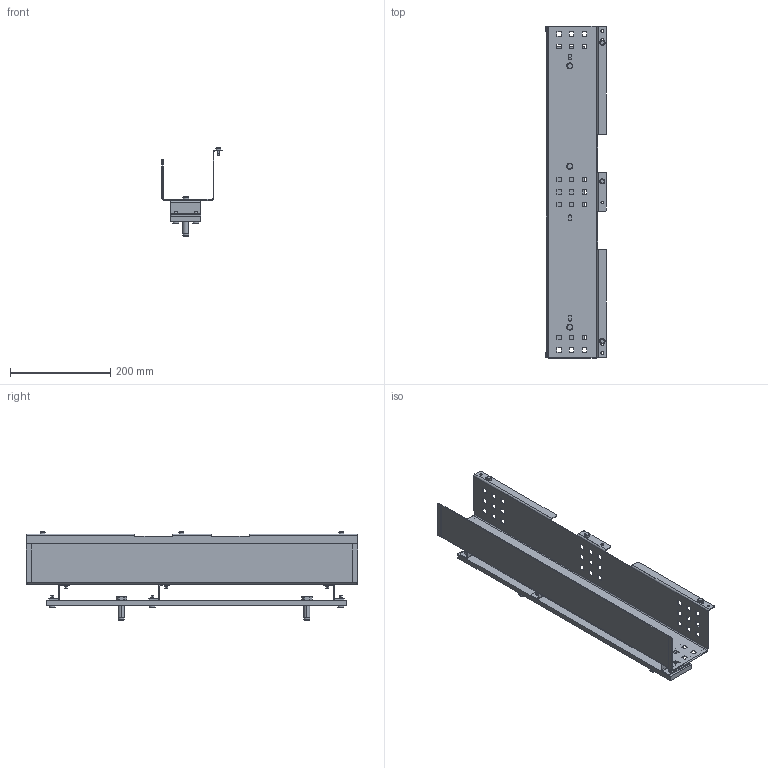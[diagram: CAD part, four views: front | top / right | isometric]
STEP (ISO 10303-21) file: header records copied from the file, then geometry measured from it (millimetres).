
FILE_DESCRIPTION(('STEP AP214'),'1');
FILE_NAME('cctmp_7B019259-DAA7-466D-A2A3-2CA9C3444962_2024_02_01_16_59_07_0781..stp','2024-02-01T15:59:14',('SIEMENS A&D'),('CADClick - www.CADClick.com'),'Spatial InterOp 3D',' ','unknown authorization');
FILE_SCHEMA(('AUTOMOTIVE_DESIGN'));
Length unit declared in the file: millimetre
Products named in the file (20): cc_unnamed; 2024_02_01_16_59_07_0755; 2024_02_01_16_59_07_0724; 2024_02_01_16_59_07_0692; 2024_02_01_16_59_07_0660; 2024_02_01_16_59_07_0628; 2024_02_01_16_59_07_0598; 2024_02_01_16_59_07_0566; 2024_02_01_16_59_07_0534; 2024_02_01_16_59_07_0502; 2024_02_01_16_59_07_0472; 2024_02_01_16_59_07_0442; 2024_02_01_16_59_07_0410; 2024_02_01_16_59_07_0348; 2024_02_01_16_59_07_0318; 2024_02_01_16_59_07_0287; 2024_02_01_16_59_07_0256; 2024_02_01_16_59_07_0224; 2024_02_01_16_59_07_0193; 2024_02_01_16_59_07_0162
Assembly tree (19 placements, depth 2):
  cc_unnamed
    2024_02_01_16_59_07_0755
    2024_02_01_16_59_07_0724
    2024_02_01_16_59_07_0692
    2024_02_01_16_59_07_0660
    2024_02_01_16_59_07_0628
    2024_02_01_16_59_07_0598
    2024_02_01_16_59_07_0566
    2024_02_01_16_59_07_0534
    2024_02_01_16_59_07_0502
    2024_02_01_16_59_07_0472
    2024_02_01_16_59_07_0442
    2024_02_01_16_59_07_0410
    2024_02_01_16_59_07_0348
    2024_02_01_16_59_07_0318
    2024_02_01_16_59_07_0287
    2024_02_01_16_59_07_0256
    2024_02_01_16_59_07_0224
    2024_02_01_16_59_07_0193
    2024_02_01_16_59_07_0162
Bounding box: 121.1 x 662 x 176.35 mm (x, y, z)
Volume: 692957.7 mm3; surface area: 508948.6 mm2
Topology: 19 solids, 19 shells, 598 faces, 1542 edges, 996 vertices
Faces by surface type: plane 346, cylinder 176, cone 64, torus 12
Entity records: 23803 total; most frequent: CARTESIAN_POINT 3252, DIRECTION 3190, ORIENTED_EDGE 3084, EDGE_CURVE 1542, LINE 1082, VECTOR 1082, AXIS2_PLACEMENT_3D 1054, VERTEX_POINT 996
